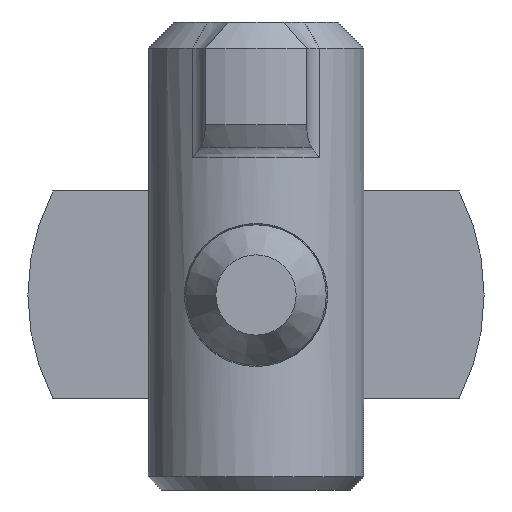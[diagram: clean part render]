
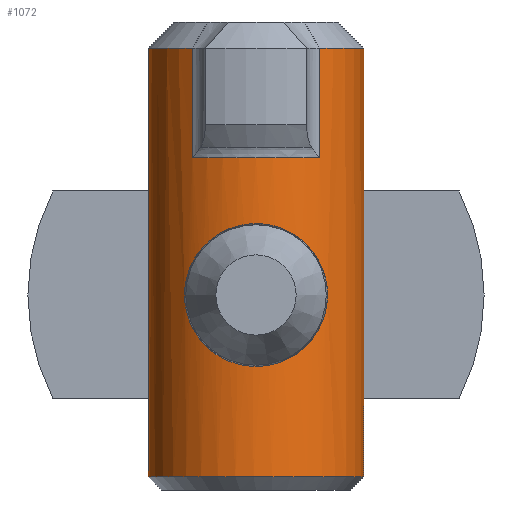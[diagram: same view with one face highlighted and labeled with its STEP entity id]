
A CAD part, front view. The second image highlights one B-rep face of the part: STEP entity #1072.
In plain terms, the highlighted cylindrical face has radius 4.15 mm (diameter 8.3 mm), a full revolution.
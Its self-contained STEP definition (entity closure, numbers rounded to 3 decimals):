
#96=LINE('',#2572,#148);
#99=LINE('',#2582,#151);
#100=LINE('',#2585,#152);
#101=LINE('',#2588,#153);
#148=VECTOR('',#1407,4.214);
#151=VECTOR('',#1418,4.214);
#152=VECTOR('',#1421,4.214);
#153=VECTOR('',#1424,4.214);
#218=CYLINDRICAL_SURFACE('',#1186,4.15);
#237=FACE_BOUND('',#425,.T.);
#238=FACE_BOUND('',#426,.T.);
#239=FACE_BOUND('',#427,.T.);
#272=CIRCLE('',#1173,4.15);
#275=CIRCLE('',#1178,4.15);
#279=CIRCLE('',#1187,4.15);
#280=CIRCLE('',#1188,4.15);
#281=CIRCLE('',#1189,4.15);
#340=FACE_OUTER_BOUND('',#424,.T.);
#424=EDGE_LOOP('',(#866,#867,#868,#869,#870,#871,#872,#873));
#425=EDGE_LOOP('',(#874));
#426=EDGE_LOOP('',(#875));
#427=EDGE_LOOP('',(#876));
#474=B_SPLINE_CURVE_WITH_KNOTS('',3,(#2358,#2359,#2360,#2361,#2362,#2363,
#2364,#2365,#2366,#2367,#2368,#2369,#2370,#2371,#2372,#2373,#2374,#2375,
#2376,#2377,#2378,#2379,#2380,#2381,#2382,#2383,#2384,#2385,#2386,#2387,
#2388,#2389,#2390,#2391),.UNSPECIFIED.,.T.,.F.,(4,2,2,2,2,2,2,2,2,2,2,2,
2,2,2,2,4),(0.,0.108,0.217,0.324,0.431,
0.539,0.646,0.754,0.863,
0.971,1.079,1.187,1.294,1.401,
1.508,1.617,1.725),.UNSPECIFIED.);
#475=B_SPLINE_CURVE_WITH_KNOTS('',3,(#2393,#2394,#2395,#2396,#2397,#2398,
#2399,#2400,#2401,#2402,#2403,#2404,#2405,#2406,#2407,#2408,#2409,#2410,
#2411,#2412,#2413,#2414,#2415,#2416,#2417,#2418,#2419,#2420,#2421,#2422,
#2423,#2424,#2425,#2426),.UNSPECIFIED.,.T.,.F.,(4,2,2,2,2,2,2,2,2,2,2,2,
2,2,2,2,4),(0.,0.108,0.217,0.324,0.431,
0.539,0.646,0.754,0.863,
0.971,1.079,1.187,1.294,1.401,
1.508,1.617,1.725),.UNSPECIFIED.);
#526=VERTEX_POINT('',#2357);
#527=VERTEX_POINT('',#2392);
#529=VERTEX_POINT('',#2471);
#532=VERTEX_POINT('',#2483);
#537=VERTEX_POINT('',#2518);
#540=VERTEX_POINT('',#2530);
#547=VERTEX_POINT('',#2571);
#550=VERTEX_POINT('',#2581);
#551=VERTEX_POINT('',#2584);
#552=VERTEX_POINT('',#2586);
#553=VERTEX_POINT('',#2589);
#637=EDGE_CURVE('',#526,#526,#474,.T.);
#638=EDGE_CURVE('',#527,#527,#475,.T.);
#643=EDGE_CURVE('',#532,#529,#272,.T.);
#652=EDGE_CURVE('',#540,#537,#275,.T.);
#661=EDGE_CURVE('',#547,#537,#96,.T.);
#666=EDGE_CURVE('',#550,#532,#99,.T.);
#667=EDGE_CURVE('',#547,#550,#279,.T.);
#668=EDGE_CURVE('',#551,#540,#100,.T.);
#669=EDGE_CURVE('',#552,#551,#280,.T.);
#670=EDGE_CURVE('',#552,#529,#101,.T.);
#671=EDGE_CURVE('',#553,#553,#281,.T.);
#866=ORIENTED_EDGE('',*,*,#666,.F.);
#867=ORIENTED_EDGE('',*,*,#667,.F.);
#868=ORIENTED_EDGE('',*,*,#661,.T.);
#869=ORIENTED_EDGE('',*,*,#652,.F.);
#870=ORIENTED_EDGE('',*,*,#668,.F.);
#871=ORIENTED_EDGE('',*,*,#669,.F.);
#872=ORIENTED_EDGE('',*,*,#670,.T.);
#873=ORIENTED_EDGE('',*,*,#643,.F.);
#874=ORIENTED_EDGE('',*,*,#637,.T.);
#875=ORIENTED_EDGE('',*,*,#638,.T.);
#876=ORIENTED_EDGE('',*,*,#671,.F.);
#1072=ADVANCED_FACE('',(#340,#237,#238,#239),#218,.T.);
#1173=AXIS2_PLACEMENT_3D('',#2492,#1384,#1385);
#1178=AXIS2_PLACEMENT_3D('',#2539,#1394,#1395);
#1186=AXIS2_PLACEMENT_3D('',#2580,#1416,#1417);
#1187=AXIS2_PLACEMENT_3D('',#2583,#1419,#1420);
#1188=AXIS2_PLACEMENT_3D('',#2587,#1422,#1423);
#1189=AXIS2_PLACEMENT_3D('',#2590,#1425,#1426);
#1384=DIRECTION('center_axis',(0.,0.,-1.));
#1385=DIRECTION('ref_axis',(-1.,0.,0.));
#1394=DIRECTION('center_axis',(0.,0.,-1.));
#1395=DIRECTION('ref_axis',(1.,0.,0.));
#1407=DIRECTION('',(0.,0.,1.));
#1416=DIRECTION('center_axis',(0.,0.,1.));
#1417=DIRECTION('ref_axis',(-1.,0.,0.));
#1418=DIRECTION('',(0.,0.,1.));
#1419=DIRECTION('center_axis',(0.,0.,-1.));
#1420=DIRECTION('ref_axis',(-1.,0.,0.));
#1421=DIRECTION('',(0.,0.,1.));
#1422=DIRECTION('center_axis',(0.,0.,-1.));
#1423=DIRECTION('ref_axis',(-1.,0.,0.));
#1424=DIRECTION('',(0.,0.,1.));
#1425=DIRECTION('center_axis',(0.,0.,1.));
#1426=DIRECTION('ref_axis',(-1.,0.,0.));
#2357=CARTESIAN_POINT('',(3.108,2.75,1.5));
#2358=CARTESIAN_POINT('Ctrl Pts',(3.108,2.75,1.5));
#2359=CARTESIAN_POINT('Ctrl Pts',(3.108,2.75,1.139));
#2360=CARTESIAN_POINT('Ctrl Pts',(3.178,2.675,0.767));
#2361=CARTESIAN_POINT('Ctrl Pts',(3.396,2.392,0.096));
#2362=CARTESIAN_POINT('Ctrl Pts',(3.539,2.184,-0.205));
#2363=CARTESIAN_POINT('Ctrl Pts',(3.792,1.708,-0.681));
#2364=CARTESIAN_POINT('Ctrl Pts',(3.92,1.406,-0.892));
#2365=CARTESIAN_POINT('Ctrl Pts',(4.1,0.731,-1.176));
#2366=CARTESIAN_POINT('Ctrl Pts',(4.15,0.358,-1.25));
#2367=CARTESIAN_POINT('Ctrl Pts',(4.15,-0.358,-1.25));
#2368=CARTESIAN_POINT('Ctrl Pts',(4.1,-0.731,-1.176));
#2369=CARTESIAN_POINT('Ctrl Pts',(3.92,-1.406,-0.892));
#2370=CARTESIAN_POINT('Ctrl Pts',(3.792,-1.708,-0.681));
#2371=CARTESIAN_POINT('Ctrl Pts',(3.539,-2.184,-0.205));
#2372=CARTESIAN_POINT('Ctrl Pts',(3.396,-2.392,0.096));
#2373=CARTESIAN_POINT('Ctrl Pts',(3.178,-2.675,0.767));
#2374=CARTESIAN_POINT('Ctrl Pts',(3.108,-2.75,1.139));
#2375=CARTESIAN_POINT('Ctrl Pts',(3.108,-2.75,1.861));
#2376=CARTESIAN_POINT('Ctrl Pts',(3.178,-2.675,2.233));
#2377=CARTESIAN_POINT('Ctrl Pts',(3.396,-2.392,2.904));
#2378=CARTESIAN_POINT('Ctrl Pts',(3.539,-2.184,3.205));
#2379=CARTESIAN_POINT('Ctrl Pts',(3.792,-1.708,3.681));
#2380=CARTESIAN_POINT('Ctrl Pts',(3.92,-1.406,3.892));
#2381=CARTESIAN_POINT('Ctrl Pts',(4.1,-0.731,4.176));
#2382=CARTESIAN_POINT('Ctrl Pts',(4.15,-0.358,4.25));
#2383=CARTESIAN_POINT('Ctrl Pts',(4.15,0.358,4.25));
#2384=CARTESIAN_POINT('Ctrl Pts',(4.1,0.731,4.176));
#2385=CARTESIAN_POINT('Ctrl Pts',(3.92,1.406,3.892));
#2386=CARTESIAN_POINT('Ctrl Pts',(3.792,1.708,3.681));
#2387=CARTESIAN_POINT('Ctrl Pts',(3.539,2.184,3.205));
#2388=CARTESIAN_POINT('Ctrl Pts',(3.396,2.392,2.904));
#2389=CARTESIAN_POINT('Ctrl Pts',(3.178,2.675,2.233));
#2390=CARTESIAN_POINT('Ctrl Pts',(3.108,2.75,1.861));
#2391=CARTESIAN_POINT('Ctrl Pts',(3.108,2.75,1.5));
#2392=CARTESIAN_POINT('',(-3.108,2.75,1.5));
#2393=CARTESIAN_POINT('Ctrl Pts',(-3.108,2.75,1.5));
#2394=CARTESIAN_POINT('Ctrl Pts',(-3.108,2.75,1.861));
#2395=CARTESIAN_POINT('Ctrl Pts',(-3.178,2.675,2.233));
#2396=CARTESIAN_POINT('Ctrl Pts',(-3.396,2.392,2.904));
#2397=CARTESIAN_POINT('Ctrl Pts',(-3.539,2.184,3.205));
#2398=CARTESIAN_POINT('Ctrl Pts',(-3.792,1.708,3.681));
#2399=CARTESIAN_POINT('Ctrl Pts',(-3.92,1.406,3.892));
#2400=CARTESIAN_POINT('Ctrl Pts',(-4.1,0.731,4.176));
#2401=CARTESIAN_POINT('Ctrl Pts',(-4.15,0.358,4.25));
#2402=CARTESIAN_POINT('Ctrl Pts',(-4.15,-0.358,4.25));
#2403=CARTESIAN_POINT('Ctrl Pts',(-4.1,-0.731,
4.176));
#2404=CARTESIAN_POINT('Ctrl Pts',(-3.92,-1.406,3.892));
#2405=CARTESIAN_POINT('Ctrl Pts',(-3.792,-1.708,3.681));
#2406=CARTESIAN_POINT('Ctrl Pts',(-3.539,-2.184,3.205));
#2407=CARTESIAN_POINT('Ctrl Pts',(-3.396,-2.392,2.904));
#2408=CARTESIAN_POINT('Ctrl Pts',(-3.178,-2.675,2.233));
#2409=CARTESIAN_POINT('Ctrl Pts',(-3.108,-2.75,1.861));
#2410=CARTESIAN_POINT('Ctrl Pts',(-3.108,-2.75,1.139));
#2411=CARTESIAN_POINT('Ctrl Pts',(-3.178,-2.675,0.767));
#2412=CARTESIAN_POINT('Ctrl Pts',(-3.396,-2.392,0.096));
#2413=CARTESIAN_POINT('Ctrl Pts',(-3.539,-2.184,-0.205));
#2414=CARTESIAN_POINT('Ctrl Pts',(-3.792,-1.708,-0.681));
#2415=CARTESIAN_POINT('Ctrl Pts',(-3.92,-1.406,-0.892));
#2416=CARTESIAN_POINT('Ctrl Pts',(-4.1,-0.731,
-1.176));
#2417=CARTESIAN_POINT('Ctrl Pts',(-4.15,-0.358,-1.25));
#2418=CARTESIAN_POINT('Ctrl Pts',(-4.15,0.358,-1.25));
#2419=CARTESIAN_POINT('Ctrl Pts',(-4.1,0.731,-1.176));
#2420=CARTESIAN_POINT('Ctrl Pts',(-3.92,1.406,-0.892));
#2421=CARTESIAN_POINT('Ctrl Pts',(-3.792,1.708,-0.681));
#2422=CARTESIAN_POINT('Ctrl Pts',(-3.539,2.184,-0.205));
#2423=CARTESIAN_POINT('Ctrl Pts',(-3.396,2.392,0.096));
#2424=CARTESIAN_POINT('Ctrl Pts',(-3.178,2.675,0.767));
#2425=CARTESIAN_POINT('Ctrl Pts',(-3.108,2.75,1.139));
#2426=CARTESIAN_POINT('Ctrl Pts',(-3.108,2.75,1.5));
#2471=CARTESIAN_POINT('',(-3.354,2.443,-3.786));
#2483=CARTESIAN_POINT('',(-3.354,-2.443,-3.786));
#2492=CARTESIAN_POINT('Origin',(0.,0.,-3.786));
#2518=CARTESIAN_POINT('',(3.354,-2.443,-3.786));
#2530=CARTESIAN_POINT('',(3.354,2.443,-3.786));
#2539=CARTESIAN_POINT('Origin',(0.,0.,-3.786));
#2571=CARTESIAN_POINT('',(3.354,-2.443,-8.));
#2572=CARTESIAN_POINT('',(3.354,-2.443,0.));
#2580=CARTESIAN_POINT('Origin',(0.,0.,0.));
#2581=CARTESIAN_POINT('',(-3.354,-2.443,-8.));
#2582=CARTESIAN_POINT('',(-3.354,-2.443,0.));
#2583=CARTESIAN_POINT('Origin',(0.,0.,-8.));
#2584=CARTESIAN_POINT('',(3.354,2.443,-8.));
#2585=CARTESIAN_POINT('',(3.354,2.443,0.));
#2586=CARTESIAN_POINT('',(-3.354,2.443,-8.));
#2587=CARTESIAN_POINT('Origin',(0.,0.,-8.));
#2588=CARTESIAN_POINT('',(-3.354,2.443,0.));
#2589=CARTESIAN_POINT('',(3.663,-1.95,8.5));
#2590=CARTESIAN_POINT('Origin',(0.,0.,8.5));
